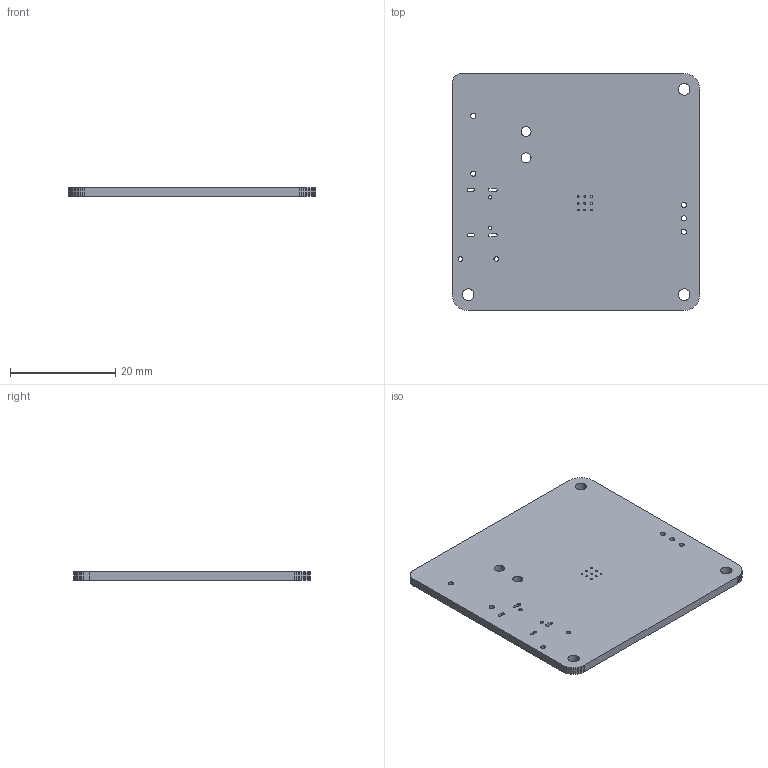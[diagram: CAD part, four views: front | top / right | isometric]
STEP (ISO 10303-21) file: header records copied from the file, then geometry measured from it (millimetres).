
FILE_DESCRIPTION(('KiCad electronic assembly'),'2;1');
FILE_NAME('BITSv5-1.step','2024-02-04T10:28:06',('Pcbnew'),('Kicad'), 'Open CASCADE STEP processor 7.6','KiCad to STEP converter','Unknown' );
FILE_SCHEMA(('AUTOMOTIVE_DESIGN { 1 0 10303 214 1 1 1 1 }'));
Length unit declared in the file: millimetre
Products named in the file (2): BITSv5-1 1; BITSv5 PCB
Assembly tree (1 placements, depth 2):
  BITSv5-1 1
    BITSv5 PCB
Bounding box: 47 x 45 x 1.58 mm (x, y, z)
Volume: 3288.5 mm3; surface area: 4577.2 mm2
Topology: 1 solids, 1 shells, 163 faces, 483 edges, 322 vertices
Faces by surface type: plane 140, cylinder 23
Full cylindrical faces by diameter (mm): 0.35 x9, 0.65 x2, 0.889 x2, 1 x5, 1.9 x2, 2.2 x3
Entity records: 11955 total; most frequent: CARTESIAN_POINT 2212, DIRECTION 1779, LINE 1357, VECTOR 1357, ORIENTED_EDGE 966, PCURVE 966, DEFINITIONAL_REPRESENTATION 966, EDGE_CURVE 483
